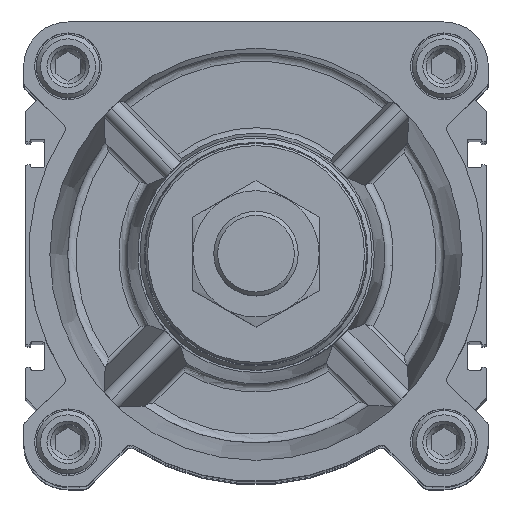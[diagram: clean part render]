
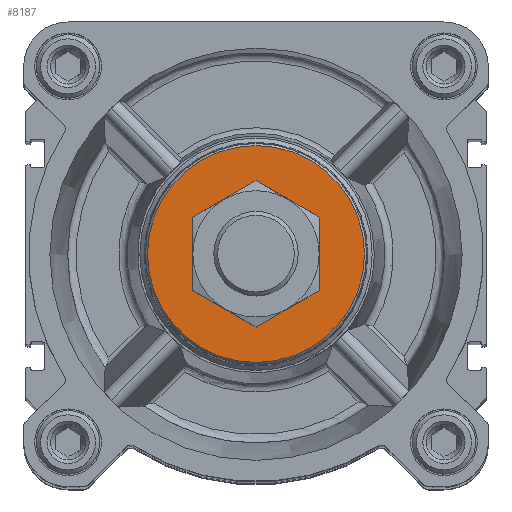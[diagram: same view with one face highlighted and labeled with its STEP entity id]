
A CAD part, top view. The second image highlights one B-rep face of the part: STEP entity #8187.
In plain terms, the highlighted planar face has unit normal (0, 0, 1).
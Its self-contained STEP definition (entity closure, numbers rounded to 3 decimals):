
#1504=PLANE('',#9020);
#1897=CIRCLE('',#9021,25.681);
#1898=CIRCLE('',#9022,12.5);
#3832=ORIENTED_EDGE('',*,*,#5293,.F.);
#3833=ORIENTED_EDGE('',*,*,#5294,.T.);
#5293=EDGE_CURVE('',#6172,#6172,#1897,.T.);
#5294=EDGE_CURVE('',#6173,#6173,#1898,.T.);
#6172=VERTEX_POINT('',#14071);
#6173=VERTEX_POINT('',#14073);
#6844=EDGE_LOOP('',(#3832));
#6845=EDGE_LOOP('',(#3833));
#7437=FACE_BOUND('',#6844,.T.);
#7438=FACE_BOUND('',#6845,.T.);
#8187=ADVANCED_FACE('',(#7437,#7438),#1504,.F.);
#9020=AXIS2_PLACEMENT_3D('',#14069,#11051,#11052);
#9021=AXIS2_PLACEMENT_3D('',#14070,#11053,#11054);
#9022=AXIS2_PLACEMENT_3D('',#14072,#11055,#11056);
#11051=DIRECTION('',(0.,0.,-1.));
#11052=DIRECTION('',(-1.,0.,0.));
#11053=DIRECTION('',(0.,0.,-1.));
#11054=DIRECTION('',(-1.,0.,0.));
#11055=DIRECTION('',(0.,0.,-1.));
#11056=DIRECTION('',(-1.,0.,0.));
#14069=CARTESIAN_POINT('',(0.,0.,38.));
#14070=CARTESIAN_POINT('',(0.,0.,38.));
#14071=CARTESIAN_POINT('',(-25.681,0.,38.));
#14072=CARTESIAN_POINT('',(0.,0.,38.));
#14073=CARTESIAN_POINT('',(-12.5,0.,38.));
